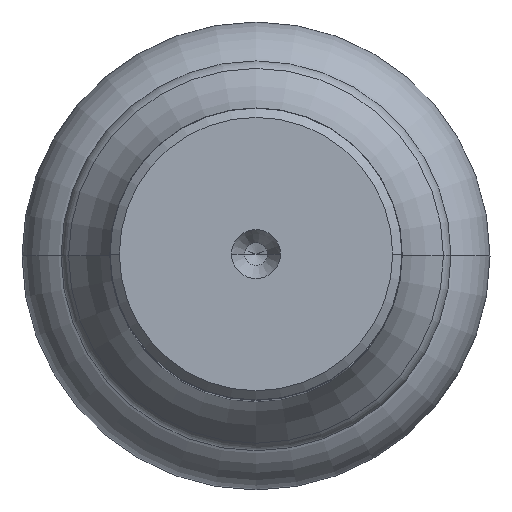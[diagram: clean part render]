
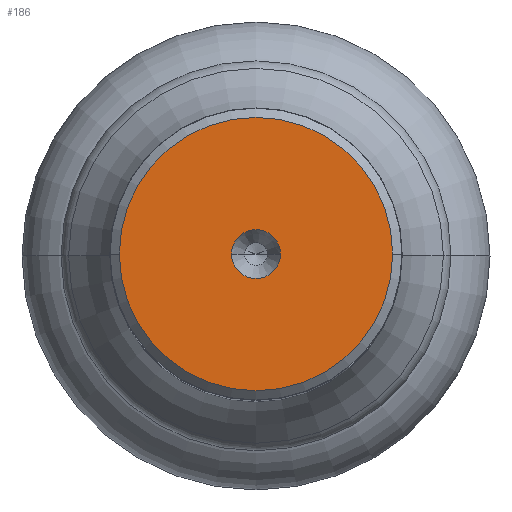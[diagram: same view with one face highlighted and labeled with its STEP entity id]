
A CAD part, top view. The second image highlights one B-rep face of the part: STEP entity #186.
In plain terms, the highlighted planar face has unit normal (0, 0, 1).
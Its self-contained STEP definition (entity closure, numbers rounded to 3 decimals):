
#127=PLANE('',#1031);
#134=FACE_BOUND('',#299,.T.);
#135=FACE_BOUND('',#300,.T.);
#186=ADVANCED_FACE('',(#134,#135),#127,.F.);
#299=EDGE_LOOP('',(#496,#497,#498,#499));
#300=EDGE_LOOP('',(#500,#501));
#496=ORIENTED_EDGE('',*,*,#718,.T.);
#497=ORIENTED_EDGE('',*,*,#715,.T.);
#498=ORIENTED_EDGE('',*,*,#714,.T.);
#499=ORIENTED_EDGE('',*,*,#719,.T.);
#500=ORIENTED_EDGE('',*,*,#720,.T.);
#501=ORIENTED_EDGE('',*,*,#721,.T.);
#608=VERTEX_POINT('',#1582);
#609=VERTEX_POINT('',#1583);
#610=VERTEX_POINT('',#1585);
#611=VERTEX_POINT('',#1590);
#612=VERTEX_POINT('',#1594);
#613=VERTEX_POINT('',#1595);
#714=EDGE_CURVE('',#608,#609,#842,.T.);
#715=EDGE_CURVE('',#610,#608,#843,.T.);
#718=EDGE_CURVE('',#611,#610,#844,.T.);
#719=EDGE_CURVE('',#609,#611,#845,.T.);
#720=EDGE_CURVE('',#612,#613,#846,.T.);
#721=EDGE_CURVE('',#613,#612,#847,.T.);
#842=CIRCLE('',#1023,14.84);
#843=CIRCLE('',#1024,14.84);
#844=CIRCLE('',#1026,14.84);
#845=CIRCLE('',#1027,14.84);
#846=CIRCLE('',#1029,2.65);
#847=CIRCLE('',#1030,2.65);
#1023=AXIS2_PLACEMENT_3D('',#1581,#1309,#1310);
#1024=AXIS2_PLACEMENT_3D('',#1584,#1311,#1312);
#1026=AXIS2_PLACEMENT_3D('',#1589,#1317,#1318);
#1027=AXIS2_PLACEMENT_3D('',#1591,#1319,#1320);
#1029=AXIS2_PLACEMENT_3D('',#1593,#1323,#1324);
#1030=AXIS2_PLACEMENT_3D('',#1596,#1325,#1326);
#1031=AXIS2_PLACEMENT_3D('',#1597,#1327,#1328);
#1309=DIRECTION('',(0.,0.,1.));
#1310=DIRECTION('',(0.,-1.,0.));
#1311=DIRECTION('',(0.,0.,1.));
#1312=DIRECTION('',(-1.,0.,0.));
#1317=DIRECTION('',(0.,0.,1.));
#1318=DIRECTION('',(0.,1.,0.));
#1319=DIRECTION('',(0.,0.,1.));
#1320=DIRECTION('',(1.,0.,0.));
#1323=DIRECTION('',(0.,0.,-1.));
#1324=DIRECTION('',(-1.,0.,0.));
#1325=DIRECTION('',(0.,0.,-1.));
#1326=DIRECTION('',(1.,0.,0.));
#1327=DIRECTION('',(0.,0.,-1.));
#1328=DIRECTION('',(1.,0.,0.));
#1581=CARTESIAN_POINT('',(0.,0.,0.));
#1582=CARTESIAN_POINT('',(0.,-14.84,0.));
#1583=CARTESIAN_POINT('',(14.84,0.,0.));
#1584=CARTESIAN_POINT('',(0.,0.,0.));
#1585=CARTESIAN_POINT('',(-14.84,0.,0.));
#1589=CARTESIAN_POINT('',(0.,0.,0.));
#1590=CARTESIAN_POINT('',(0.,14.84,0.));
#1591=CARTESIAN_POINT('',(0.,0.,0.));
#1593=CARTESIAN_POINT('',(0.,0.,0.));
#1594=CARTESIAN_POINT('',(-2.65,0.,0.));
#1595=CARTESIAN_POINT('',(2.65,0.,0.));
#1596=CARTESIAN_POINT('',(0.,0.,0.));
#1597=CARTESIAN_POINT('',(0.,0.,0.));
